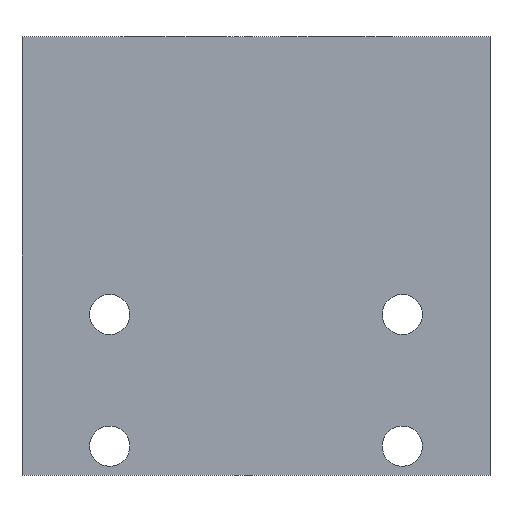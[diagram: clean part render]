
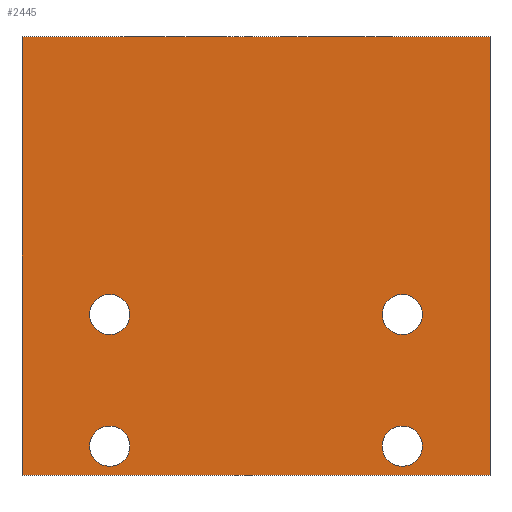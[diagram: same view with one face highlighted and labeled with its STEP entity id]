
A CAD part, front view. The second image highlights one B-rep face of the part: STEP entity #2445.
In plain terms, the highlighted planar face has unit normal (0, -1, 0).
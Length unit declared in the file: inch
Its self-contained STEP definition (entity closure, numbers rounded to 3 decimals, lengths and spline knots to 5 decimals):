
#5=DIRECTION('',(1.,0.,0.));
#6=VECTOR('',#5,4.);
#7=CARTESIAN_POINT('',(0.,-1.188,0.));
#8=LINE('',#7,#6);
#95=DIRECTION('',(0.,0.,1.));
#96=VECTOR('',#95,3.75);
#97=CARTESIAN_POINT('',(4.,-1.188,0.));
#98=LINE('',#97,#96);
#109=DIRECTION('',(0.,0.,1.));
#110=VECTOR('',#109,3.75);
#111=CARTESIAN_POINT('',(0.,-1.188,0.));
#112=LINE('',#111,#110);
#113=CARTESIAN_POINT('',(3.25,-1.188,1.375));
#114=DIRECTION('',(0.,-1.,0.));
#115=DIRECTION('',(-1.,0.,0.));
#116=AXIS2_PLACEMENT_3D('',#113,#114,#115);
#118=CARTESIAN_POINT('',(3.25,-1.188,1.375));
#119=DIRECTION('',(0.,-1.,0.));
#120=DIRECTION('',(1.,0.,0.));
#121=AXIS2_PLACEMENT_3D('',#118,#119,#120);
#123=CARTESIAN_POINT('',(0.75,-1.188,1.375));
#124=DIRECTION('',(0.,-1.,0.));
#125=DIRECTION('',(-1.,0.,0.));
#126=AXIS2_PLACEMENT_3D('',#123,#124,#125);
#128=CARTESIAN_POINT('',(0.75,-1.188,1.375));
#129=DIRECTION('',(0.,-1.,0.));
#130=DIRECTION('',(1.,0.,0.));
#131=AXIS2_PLACEMENT_3D('',#128,#129,#130);
#133=CARTESIAN_POINT('',(0.75,-1.188,0.25));
#134=DIRECTION('',(0.,-1.,0.));
#135=DIRECTION('',(-1.,0.,0.));
#136=AXIS2_PLACEMENT_3D('',#133,#134,#135);
#138=CARTESIAN_POINT('',(0.75,-1.188,0.25));
#139=DIRECTION('',(0.,-1.,0.));
#140=DIRECTION('',(1.,0.,0.));
#141=AXIS2_PLACEMENT_3D('',#138,#139,#140);
#143=CARTESIAN_POINT('',(3.25,-1.188,0.25));
#144=DIRECTION('',(0.,-1.,0.));
#145=DIRECTION('',(-1.,0.,0.));
#146=AXIS2_PLACEMENT_3D('',#143,#144,#145);
#148=CARTESIAN_POINT('',(3.25,-1.188,0.25));
#149=DIRECTION('',(0.,-1.,0.));
#150=DIRECTION('',(1.,0.,0.));
#151=AXIS2_PLACEMENT_3D('',#148,#149,#150);
#165=DIRECTION('',(1.,0.,0.));
#166=VECTOR('',#165,4.);
#167=CARTESIAN_POINT('',(0.,-1.188,3.75));
#168=LINE('',#167,#166);
#2009=CARTESIAN_POINT('',(0.,-1.188,0.));
#2011=VERTEX_POINT('',#2009);
#2012=CARTESIAN_POINT('',(4.,-1.188,0.));
#2013=VERTEX_POINT('',#2012);
#2017=CARTESIAN_POINT('',(0.,-1.188,3.75));
#2019=VERTEX_POINT('',#2017);
#2020=CARTESIAN_POINT('',(4.,-1.188,3.75));
#2021=VERTEX_POINT('',#2020);
#2176=CARTESIAN_POINT('',(3.078,-1.188,1.375));
#2177=CARTESIAN_POINT('',(3.422,-1.188,1.375));
#2178=VERTEX_POINT('',#2176);
#2179=VERTEX_POINT('',#2177);
#2184=CARTESIAN_POINT('',(0.578,-1.188,1.375));
#2185=CARTESIAN_POINT('',(0.922,-1.188,1.375));
#2186=VERTEX_POINT('',#2184);
#2187=VERTEX_POINT('',#2185);
#2192=CARTESIAN_POINT('',(0.578,-1.188,0.25));
#2193=CARTESIAN_POINT('',(0.922,-1.188,0.25));
#2194=VERTEX_POINT('',#2192);
#2195=VERTEX_POINT('',#2193);
#2200=CARTESIAN_POINT('',(3.078,-1.188,0.25));
#2201=CARTESIAN_POINT('',(3.422,-1.188,0.25));
#2202=VERTEX_POINT('',#2200);
#2203=VERTEX_POINT('',#2201);
#2409=CARTESIAN_POINT('',(0.,-1.188,0.));
#2410=DIRECTION('',(0.,-1.,0.));
#2411=DIRECTION('',(1.,0.,0.));
#2412=AXIS2_PLACEMENT_3D('',#2409,#2410,#2411);
#2413=PLANE('',#2412);
#2414=ORIENTED_EDGE('',*,*,#2309,.F.);
#2415=ORIENTED_EDGE('',*,*,#2328,.T.);
#2417=ORIENTED_EDGE('',*,*,#2416,.T.);
#2418=ORIENTED_EDGE('',*,*,#2395,.F.);
#2419=EDGE_LOOP('',(#2414,#2415,#2417,#2418));
#2420=FACE_OUTER_BOUND('',#2419,.F.);
#2422=ORIENTED_EDGE('',*,*,#2421,.T.);
#2424=ORIENTED_EDGE('',*,*,#2423,.T.);
#2425=EDGE_LOOP('',(#2422,#2424));
#2426=FACE_BOUND('',#2425,.F.);
#2428=ORIENTED_EDGE('',*,*,#2427,.T.);
#2430=ORIENTED_EDGE('',*,*,#2429,.T.);
#2431=EDGE_LOOP('',(#2428,#2430));
#2432=FACE_BOUND('',#2431,.F.);
#2434=ORIENTED_EDGE('',*,*,#2433,.T.);
#2436=ORIENTED_EDGE('',*,*,#2435,.T.);
#2437=EDGE_LOOP('',(#2434,#2436));
#2438=FACE_BOUND('',#2437,.F.);
#2440=ORIENTED_EDGE('',*,*,#2439,.T.);
#2442=ORIENTED_EDGE('',*,*,#2441,.T.);
#2443=EDGE_LOOP('',(#2440,#2442));
#2444=FACE_BOUND('',#2443,.F.);
#2445=ADVANCED_FACE('',(#2420,#2426,#2432,#2438,#2444),#2413,.T.);
#117=CIRCLE('',#116,0.172);
#122=CIRCLE('',#121,0.172);
#127=CIRCLE('',#126,0.172);
#132=CIRCLE('',#131,0.172);
#137=CIRCLE('',#136,0.172);
#142=CIRCLE('',#141,0.172);
#147=CIRCLE('',#146,0.172);
#152=CIRCLE('',#151,0.172);
#2309=EDGE_CURVE('',#2011,#2013,#8,.T.);
#2328=EDGE_CURVE('',#2011,#2019,#112,.T.);
#2395=EDGE_CURVE('',#2013,#2021,#98,.T.);
#2416=EDGE_CURVE('',#2019,#2021,#168,.T.);
#2421=EDGE_CURVE('',#2178,#2179,#117,.T.);
#2423=EDGE_CURVE('',#2179,#2178,#122,.T.);
#2427=EDGE_CURVE('',#2186,#2187,#127,.T.);
#2429=EDGE_CURVE('',#2187,#2186,#132,.T.);
#2433=EDGE_CURVE('',#2194,#2195,#137,.T.);
#2435=EDGE_CURVE('',#2195,#2194,#142,.T.);
#2439=EDGE_CURVE('',#2202,#2203,#147,.T.);
#2441=EDGE_CURVE('',#2203,#2202,#152,.T.);
